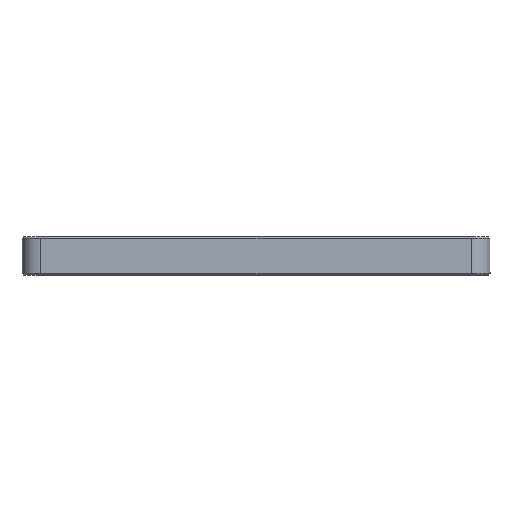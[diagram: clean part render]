
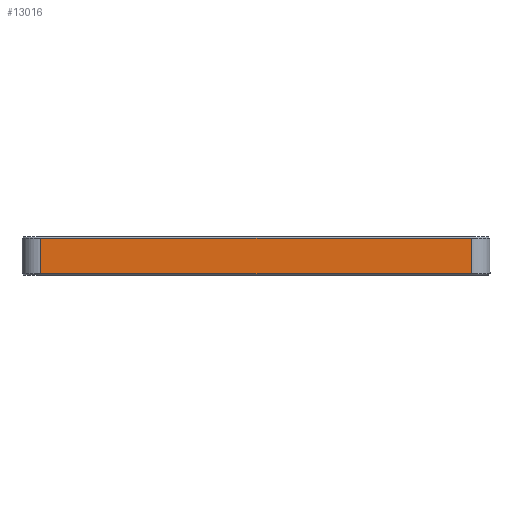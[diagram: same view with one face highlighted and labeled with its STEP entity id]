
A CAD part, left-side view. The second image highlights one B-rep face of the part: STEP entity #13016.
In plain terms, the highlighted planar face has unit normal (-1, 0, 0).
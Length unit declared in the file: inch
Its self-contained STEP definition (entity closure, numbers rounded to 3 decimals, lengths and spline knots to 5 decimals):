
#774=PLANE('',#13978);
#1404=FACE_OUTER_BOUND('',#2208,.T.);
#2208=EDGE_LOOP('',(#11287,#11288,#11289,#11290));
#3148=LINE('',#21436,#4368);
#3172=LINE('',#21505,#4392);
#3908=LINE('',#23284,#5128);
#3919=LINE('',#23309,#5139);
#4368=VECTOR('',#15346,0.3937);
#4392=VECTOR('',#15424,0.3937);
#5128=VECTOR('',#16946,0.3937);
#5139=VECTOR('',#16981,0.3937);
#5712=VERTEX_POINT('',#21426);
#5714=VERTEX_POINT('',#21432);
#5733=VERTEX_POINT('',#21504);
#6311=VERTEX_POINT('',#23283);
#7099=EDGE_CURVE('',#5712,#5714,#3148,.T.);
#7133=EDGE_CURVE('',#5733,#5714,#3172,.T.);
#7979=EDGE_CURVE('',#5733,#6311,#3908,.T.);
#7992=EDGE_CURVE('',#6311,#5712,#3919,.T.);
#11287=ORIENTED_EDGE('',*,*,#7992,.F.);
#11288=ORIENTED_EDGE('',*,*,#7979,.F.);
#11289=ORIENTED_EDGE('',*,*,#7133,.T.);
#11290=ORIENTED_EDGE('',*,*,#7099,.F.);
#13016=ADVANCED_FACE('',(#1404),#774,.T.);
#13978=AXIS2_PLACEMENT_3D('',#23310,#16982,#16983);
#15346=DIRECTION('',(0.,1.,0.));
#15424=DIRECTION('',(0.,0.,-1.));
#16946=DIRECTION('',(0.,-1.,0.));
#16981=DIRECTION('',(0.,0.,-1.));
#16982=DIRECTION('center_axis',(-1.,0.,0.));
#16983=DIRECTION('ref_axis',(0.,1.,0.));
#21426=CARTESIAN_POINT('',(4.7164,7.88963,0.54923));
#21432=CARTESIAN_POINT('',(4.7164,16.45459,0.54923));
#21436=CARTESIAN_POINT('',(4.7164,14.50085,0.54923));
#21504=CARTESIAN_POINT('',(4.7164,16.45459,1.24931));
#21505=CARTESIAN_POINT('',(4.7164,16.45459,1.27931));
#23283=CARTESIAN_POINT('',(4.7164,7.88963,1.24931));
#23284=CARTESIAN_POINT('',(4.7164,10.03087,1.24931));
#23309=CARTESIAN_POINT('',(4.7164,7.88963,1.27931));
#23310=CARTESIAN_POINT('Origin',(4.7164,7.88963,1.27931));
